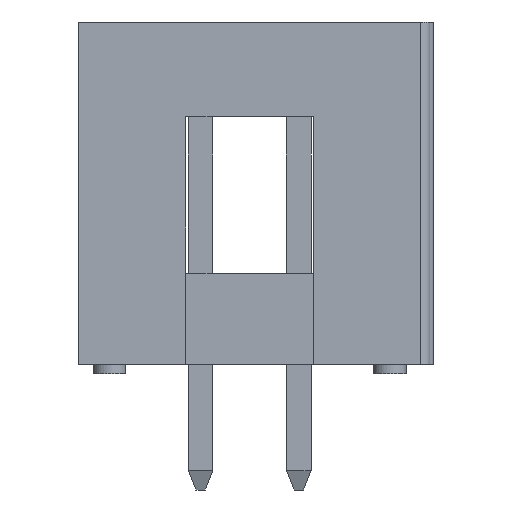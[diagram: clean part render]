
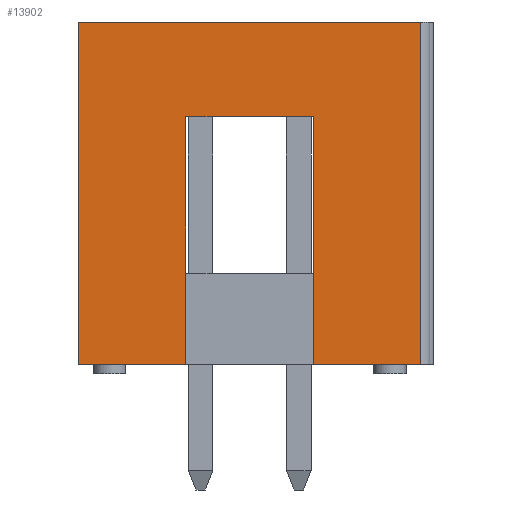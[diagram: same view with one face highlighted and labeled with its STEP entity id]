
A CAD part, front view. The second image highlights one B-rep face of the part: STEP entity #13902.
In plain terms, the highlighted face is planar.
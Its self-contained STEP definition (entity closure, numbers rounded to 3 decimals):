
#87=ORIENTED_EDGE('',*,*,#2785,.T.);
#88=ORIENTED_EDGE('',*,*,#2786,.F.);
#89=ORIENTED_EDGE('',*,*,#2787,.T.);
#90=ORIENTED_EDGE('',*,*,#2788,.T.);
#91=ORIENTED_EDGE('',*,*,#2789,.T.);
#92=ORIENTED_EDGE('',*,*,#2790,.F.);
#93=ORIENTED_EDGE('',*,*,#2791,.F.);
#94=ORIENTED_EDGE('',*,*,#2792,.T.);
#2785=EDGE_CURVE('',#4134,#4135,#4944,.T.);
#2786=EDGE_CURVE('',#4136,#4135,#4945,.T.);
#2787=EDGE_CURVE('',#4136,#4137,#4946,.T.);
#2788=EDGE_CURVE('',#4137,#4138,#4947,.T.);
#2789=EDGE_CURVE('',#4138,#4139,#4948,.T.);
#2790=EDGE_CURVE('',#4140,#4139,#4949,.T.);
#2791=EDGE_CURVE('',#4141,#4140,#4950,.T.);
#2792=EDGE_CURVE('',#4141,#4134,#4951,.T.);
#4134=VERTEX_POINT('',#17810);
#4135=VERTEX_POINT('',#17811);
#4136=VERTEX_POINT('',#17813);
#4137=VERTEX_POINT('',#17815);
#4138=VERTEX_POINT('',#17817);
#4139=VERTEX_POINT('',#17819);
#4140=VERTEX_POINT('',#17821);
#4141=VERTEX_POINT('',#17823);
#4944=LINE('',#17809,#6283);
#4945=LINE('',#17812,#6284);
#4946=LINE('',#17814,#6285);
#4947=LINE('',#17816,#6286);
#4948=LINE('',#17818,#6287);
#4949=LINE('',#17820,#6288);
#4950=LINE('',#17822,#6289);
#4951=LINE('',#17824,#6290);
#6283=VECTOR('',#15195,1000.);
#6284=VECTOR('',#15196,1000.);
#6285=VECTOR('',#15197,1000.);
#6286=VECTOR('',#15198,1000.);
#6287=VECTOR('',#15199,1000.);
#6288=VECTOR('',#15200,1000.);
#6289=VECTOR('',#15201,1000.);
#6290=VECTOR('',#15202,1000.);
#7611=EDGE_LOOP('',(#87,#88,#89,#90,#91,#92,#93,#94));
#8292=FACE_BOUND('',#7611,.T.);
#8973=PLANE('',#14526);
#13902=ADVANCED_FACE('',(#8292),#8973,.T.);
#14526=AXIS2_PLACEMENT_3D('',#17808,#15193,#15194);
#15193=DIRECTION('',(1.,0.,0.));
#15194=DIRECTION('',(0.,0.,-1.));
#15195=DIRECTION('',(0.,1.,0.));
#15196=DIRECTION('',(0.,0.,-1.));
#15197=DIRECTION('',(0.,1.,0.));
#15198=DIRECTION('',(0.,0.,-1.));
#15199=DIRECTION('',(0.,1.,0.));
#15200=DIRECTION('',(0.,0.,-1.));
#15201=DIRECTION('',(0.,1.,0.));
#15202=DIRECTION('',(0.,0.,-1.));
#17808=CARTESIAN_POINT('',(20.34,-4.425,4.425));
#17809=CARTESIAN_POINT('',(20.34,-4.425,-4.425));
#17810=CARTESIAN_POINT('',(20.34,-4.425,-4.425));
#17811=CARTESIAN_POINT('',(20.34,-1.65,-4.425));
#17812=CARTESIAN_POINT('',(20.34,-1.65,1.975));
#17813=CARTESIAN_POINT('',(20.34,-1.65,1.975));
#17814=CARTESIAN_POINT('',(20.34,-1.65,1.975));
#17815=CARTESIAN_POINT('',(20.34,1.65,1.975));
#17816=CARTESIAN_POINT('',(20.34,1.65,1.975));
#17817=CARTESIAN_POINT('',(20.34,1.65,-4.425));
#17818=CARTESIAN_POINT('',(20.34,-4.425,-4.425));
#17819=CARTESIAN_POINT('',(20.34,4.425,-4.425));
#17820=CARTESIAN_POINT('',(20.34,4.425,4.425));
#17821=CARTESIAN_POINT('',(20.34,4.425,4.425));
#17822=CARTESIAN_POINT('',(20.34,-4.425,4.425));
#17823=CARTESIAN_POINT('',(20.34,-4.425,4.425));
#17824=CARTESIAN_POINT('',(20.34,-4.425,4.425));
